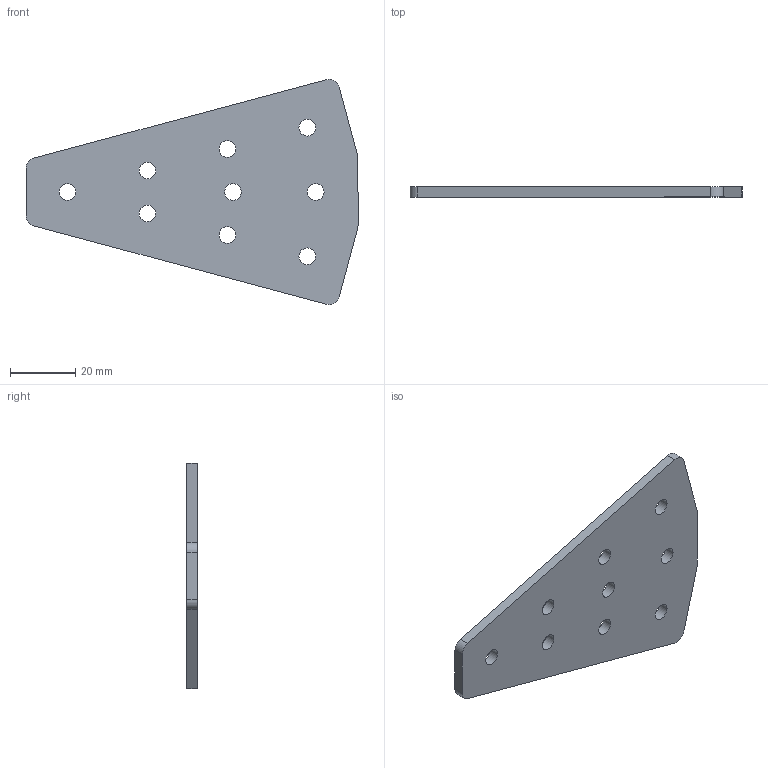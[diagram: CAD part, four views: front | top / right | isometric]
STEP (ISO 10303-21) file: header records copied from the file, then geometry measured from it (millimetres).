
FILE_DESCRIPTION (( 'STEP AP214' ), '1' );
FILE_NAME ('am-4160 1IN 30deg Gusset.STEP', '2019-10-09T14:05:13', ( '' ), ( '' ), 'SwSTEP 2.0', 'SolidWorks 2019', '' );
FILE_SCHEMA (( 'AUTOMOTIVE_DESIGN' ));
Length unit declared in the file: inch
Products named in the file (1): am-4160 1IN 30deg Gusset
Bounding box: 101.86 x 3.17 x 69.1 mm (x, y, z)
Volume: 13974.7 mm3; surface area: 10165.8 mm2
Topology: 1 solids, 1 shells, 23 faces, 63 edges, 42 vertices
Faces by surface type: cylinder 15, plane 8
Full cylindrical faces by diameter (mm): 5.105 x9
Entity records: 778 total; most frequent: DIRECTION 132, CARTESIAN_POINT 120, ORIENTED_EDGE 108, AXIS2_PLACEMENT_3D 54, EDGE_CURVE 54, EDGE_LOOP 50, VERTEX_POINT 42, FACE_OUTER_BOUND 32
